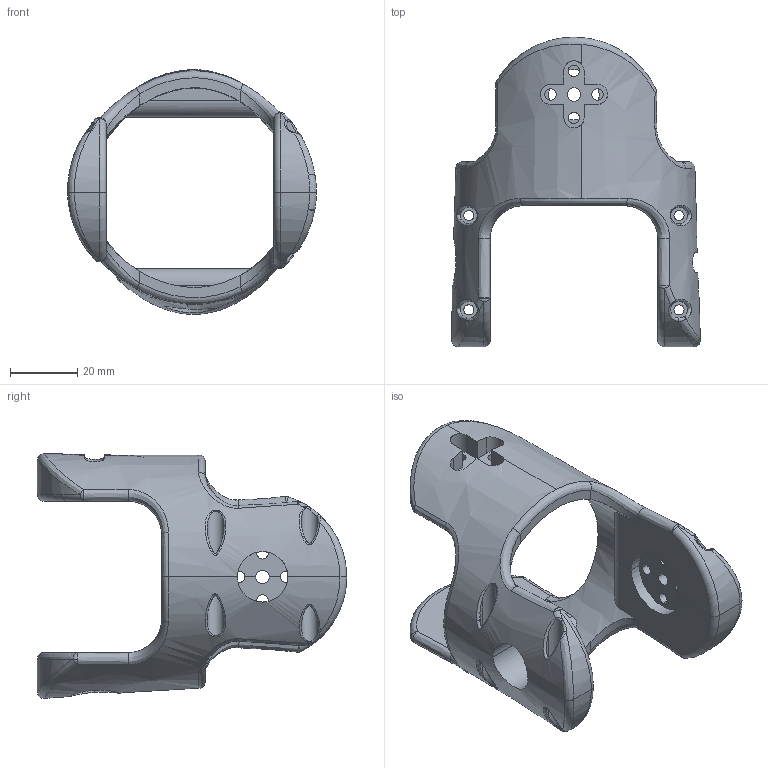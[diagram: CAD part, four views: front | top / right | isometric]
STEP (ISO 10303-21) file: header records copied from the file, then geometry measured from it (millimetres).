
FILE_DESCRIPTION (( 'STEP AP203' ), '1' );
FILE_NAME ('F_Default_sldprt.STEP', '2023-06-16T15:49:54', ( '' ), ( '' ), 'SwSTEP 2.0', 'SolidWorks 2022', '' );
FILE_SCHEMA (( 'CONFIG_CONTROL_DESIGN' ));
Length unit declared in the file: millimetre
Products named in the file (1): F_Default_sldprt
Bounding box: 73.98 x 91.99 x 72.72 mm (x, y, z)
Volume: 67126.4 mm3; surface area: 26927.9 mm2
Topology: 2 solids, 2 shells, 244 faces, 657 edges, 416 vertices
Faces by surface type: cylinder 97, bspline 67, plane 61, sphere 12, torus 7
Entity records: 19245 total; most frequent: CARTESIAN_POINT 13613, ORIENTED_EDGE 1300, DIRECTION 973, EDGE_CURVE 650, VERTEX_POINT 414, AXIS2_PLACEMENT_3D 394, EDGE_LOOP 280, FACE_OUTER_BOUND 244
